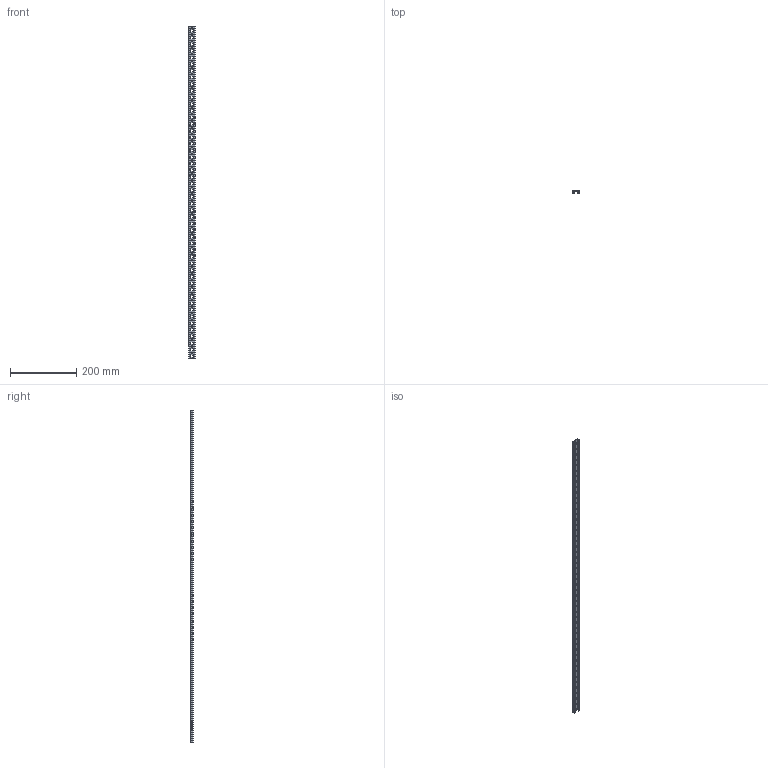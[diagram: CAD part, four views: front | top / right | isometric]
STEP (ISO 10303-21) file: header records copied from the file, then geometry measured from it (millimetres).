
FILE_DESCRIPTION (( 'STEP AP214' ), '1' );
FILE_NAME ('1105906_KSTP1.stp', '2018-07-26T12:28:27', ( '' ), ( '' ), 'SwSTEP 2.0', 'SolidWorks 2016', '' );
FILE_SCHEMA (( 'AUTOMOTIVE_DESIGN' ));
Length unit declared in the file: millimetre
Products named in the file (1): 1105906_KSTP1
Bounding box: 20 x 8 x 1000 mm (x, y, z)
Volume: 26651.8 mm3; surface area: 77233 mm2
Topology: 1 solids, 1 shells, 659 faces, 1882 edges, 1244 vertices
Faces by surface type: cylinder 324, plane 278, bspline 57
Entity records: 25340 total; most frequent: CARTESIAN_POINT 7475, ORIENTED_EDGE 3764, DIRECTION 3622, EDGE_CURVE 1882, AXIS2_PLACEMENT_3D 1251, VERTEX_POINT 1244, VECTOR 1120, LINE 1120
